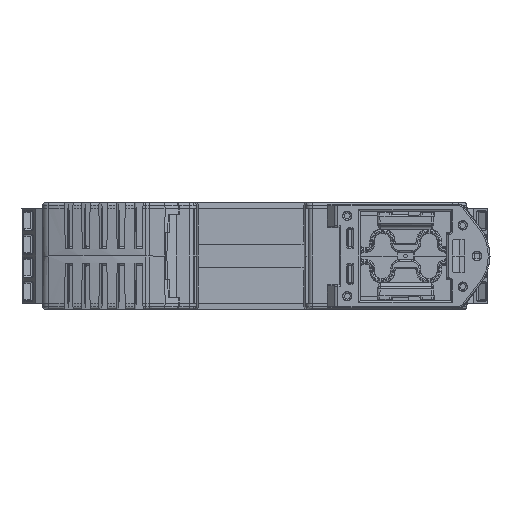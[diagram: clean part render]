
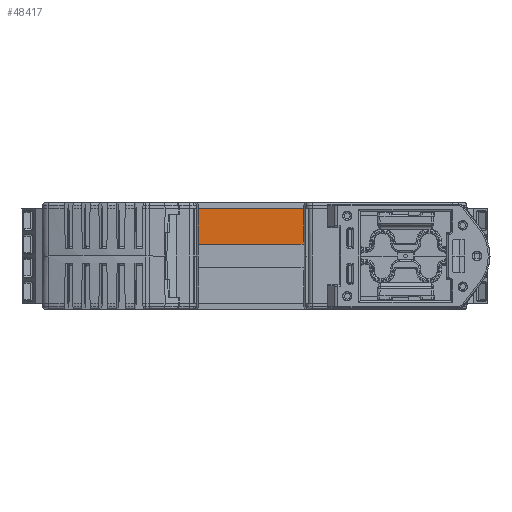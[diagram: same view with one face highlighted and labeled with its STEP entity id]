
A CAD part, left-side view. The second image highlights one B-rep face of the part: STEP entity #48417.
In plain terms, the highlighted planar face has unit normal (-1, 0, -0.009).
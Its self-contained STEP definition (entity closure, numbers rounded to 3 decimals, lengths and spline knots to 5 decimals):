
#864 = EDGE_LOOP ( 'NONE', ( #134729, #144602, #197577, #191317 ) ) ;
#1205 = VERTEX_POINT ( 'NONE', #3780 ) ;
#3780 = CARTESIAN_POINT ( 'NONE',  ( -1.83055, 0.46894, 0.3937 ) ) ;
#4844 = DIRECTION ( 'NONE',  ( -0.009, 0.008, 1. ) ) ;
#6499 = VECTOR ( 'NONE', #4844, 39.37008 ) ;
#9516 = EDGE_CURVE ( 'NONE', #21226, #83238, #99160, .T. ) ;
#19170 = CARTESIAN_POINT ( 'NONE',  ( -1.82804, -0.41127, 0.09816 ) ) ;
#21226 = VERTEX_POINT ( 'NONE', #65771 ) ;
#45734 = VERTEX_POINT ( 'NONE', #106979 ) ;
#48417 = ADVANCED_FACE ( 'NONE', ( #143279 ), #61554, .T. ) ;
#49203 = CARTESIAN_POINT ( 'NONE',  ( -1.83055, 0.46894, 0.3937 ) ) ;
#61554 = PLANE ( 'NONE',  #133578 ) ;
#62955 = VECTOR ( 'NONE', #145597, 39.37008 ) ;
#65771 = CARTESIAN_POINT ( 'NONE',  ( -1.82797, 0.4712, 0.09816 ) ) ;
#66182 = LINE ( 'NONE', #139104, #142074 ) ;
#67200 = DIRECTION ( 'NONE',  ( 0., 1., 0. ) ) ;
#68498 = DIRECTION ( 'NONE',  ( 0., -1., 0. ) ) ;
#80900 = DIRECTION ( 'NONE',  ( -1., 0., -0.009 ) ) ;
#83238 = VERTEX_POINT ( 'NONE', #162824 ) ;
#95510 = LINE ( 'NONE', #144569, #62955 ) ;
#99160 = LINE ( 'NONE', #100166, #112694 ) ;
#100166 = CARTESIAN_POINT ( 'NONE',  ( -1.82797, 0.4712, 0.09816 ) ) ;
#106979 = CARTESIAN_POINT ( 'NONE',  ( -1.83062, -0.40901, 0.3937 ) ) ;
#108551 = DIRECTION ( 'NONE',  ( -0.009, 0., 1. ) ) ;
#112694 = VECTOR ( 'NONE', #68498, 39.37008 ) ;
#133578 = AXIS2_PLACEMENT_3D ( 'NONE', #49203, #80900, #108551 ) ;
#134729 = ORIENTED_EDGE ( 'NONE', *, *, #9516, .T. ) ;
#136351 = EDGE_CURVE ( 'NONE', #1205, #21226, #95510, .T. ) ;
#139104 = CARTESIAN_POINT ( 'NONE',  ( -1.83062, -0.40901, 0.3937 ) ) ;
#142074 = VECTOR ( 'NONE', #67200, 39.37008 ) ;
#143279 = FACE_OUTER_BOUND ( 'NONE', #864, .T. ) ;
#144569 = CARTESIAN_POINT ( 'NONE',  ( -1.83055, 0.46894, 0.3937 ) ) ;
#144602 = ORIENTED_EDGE ( 'NONE', *, *, #161845, .T. ) ;
#145597 = DIRECTION ( 'NONE',  ( 0.009, 0.008, -1. ) ) ;
#150609 = EDGE_CURVE ( 'NONE', #45734, #1205, #66182, .T. ) ;
#161845 = EDGE_CURVE ( 'NONE', #83238, #45734, #168590, .T. ) ;
#162824 = CARTESIAN_POINT ( 'NONE',  ( -1.82804, -0.41127, 0.09816 ) ) ;
#168590 = LINE ( 'NONE', #19170, #6499 ) ;
#191317 = ORIENTED_EDGE ( 'NONE', *, *, #136351, .T. ) ;
#197577 = ORIENTED_EDGE ( 'NONE', *, *, #150609, .T. ) ;
